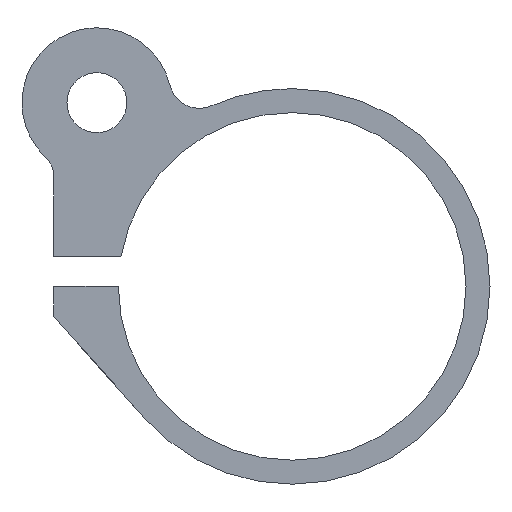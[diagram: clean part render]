
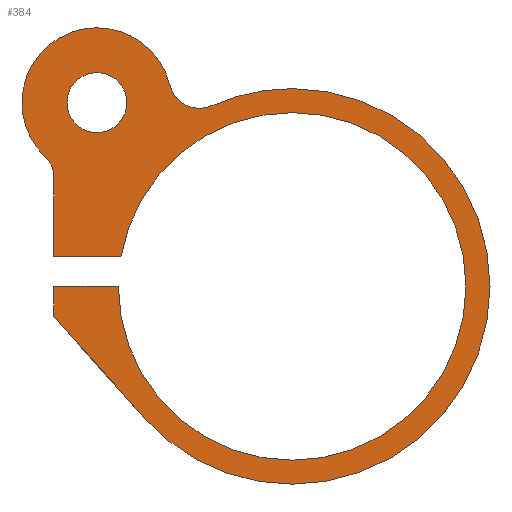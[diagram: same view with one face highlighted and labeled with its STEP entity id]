
A CAD part, front view. The second image highlights one B-rep face of the part: STEP entity #384.
In plain terms, the highlighted planar face has unit normal (0, -1, 0).
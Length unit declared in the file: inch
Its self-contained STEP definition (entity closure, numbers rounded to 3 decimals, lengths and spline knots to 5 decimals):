
#2 = VECTOR ( 'NONE', #402, 39.37008 ) ;
#24 = ORIENTED_EDGE ( 'NONE', *, *, #479, .F. ) ;
#36 = FACE_OUTER_BOUND ( 'NONE', #804, .T. ) ;
#43 = DIRECTION ( 'NONE',  ( 0., 1., 0. ) ) ;
#74 = LINE ( 'NONE', #91, #107 ) ;
#80 = AXIS2_PLACEMENT_3D ( 'NONE', #654, #580, #578 ) ;
#82 = DIRECTION ( 'NONE',  ( 0., 0., 1. ) ) ;
#88 = DIRECTION ( 'NONE',  ( 1., 0., 0. ) ) ;
#91 = CARTESIAN_POINT ( 'NONE',  ( -0.725, 0., 0. ) ) ;
#92 = CIRCLE ( 'NONE', #917, 0.825 ) ;
#95 = CARTESIAN_POINT ( 'NONE',  ( 0., 0., 0.825 ) ) ;
#107 = VECTOR ( 'NONE', #88, 39.37008 ) ;
#109 = DIRECTION ( 'NONE',  ( 0., 1., 0. ) ) ;
#129 = DIRECTION ( 'NONE',  ( 0., 0., 1. ) ) ;
#130 = DIRECTION ( 'NONE',  ( 0., 1., 0. ) ) ;
#132 = CARTESIAN_POINT ( 'NONE',  ( -0.8146, 0., 0.7663 ) ) ;
#134 = CARTESIAN_POINT ( 'NONE',  ( -0.725, 0., 0. ) ) ;
#166 = DIRECTION ( 'NONE',  ( 0., 0., 1. ) ) ;
#167 = DIRECTION ( 'NONE',  ( 0., 1., 0. ) ) ;
#171 = CARTESIAN_POINT ( 'NONE',  ( -0.38673, 0., 0.87101 ) ) ;
#176 = ORIENTED_EDGE ( 'NONE', *, *, #465, .F. ) ;
#181 = AXIS2_PLACEMENT_3D ( 'NONE', #511, #109, #477 ) ;
#183 = DIRECTION ( 'NONE',  ( 0., -1., 0. ) ) ;
#197 = VERTEX_POINT ( 'NONE', #584 ) ;
#201 = CARTESIAN_POINT ( 'NONE',  ( -0.33478, 0., 0.75402 ) ) ;
#205 = CARTESIAN_POINT ( 'NONE',  ( -0.995, 0., 0. ) ) ;
#209 = LINE ( 'NONE', #293, #2 ) ;
#219 = VERTEX_POINT ( 'NONE', #855 ) ;
#235 = ORIENTED_EDGE ( 'NONE', *, *, #792, .F. ) ;
#236 = LINE ( 'NONE', #295, #520 ) ;
#237 = AXIS2_PLACEMENT_3D ( 'NONE', #604, #468, #530 ) ;
#246 = VERTEX_POINT ( 'NONE', #850 ) ;
#247 = ORIENTED_EDGE ( 'NONE', *, *, #289, .T. ) ;
#255 = AXIS2_PLACEMENT_3D ( 'NONE', #657, #612, #535 ) ;
#265 = CARTESIAN_POINT ( 'NONE',  ( 0., 0., 0. ) ) ;
#266 = EDGE_CURVE ( 'NONE', #761, #725, #687, .T. ) ;
#273 = CARTESIAN_POINT ( 'NONE',  ( -0.51106, 0., 0.84058 ) ) ;
#289 = EDGE_CURVE ( 'NONE', #649, #542, #952, .T. ) ;
#293 = CARTESIAN_POINT ( 'NONE',  ( -0.995, 0., 0. ) ) ;
#295 = CARTESIAN_POINT ( 'NONE',  ( -0.995, 0., -0.125 ) ) ;
#303 = CARTESIAN_POINT ( 'NONE',  ( 0., 0., 0. ) ) ;
#308 = CIRCLE ( 'NONE', #941, 0.725 ) ;
#313 = CARTESIAN_POINT ( 'NONE',  ( -0.995, 0., -0.125 ) ) ;
#324 = CIRCLE ( 'NONE', #80, 0.825 ) ;
#325 = CARTESIAN_POINT ( 'NONE',  ( 0., 0., 0.725 ) ) ;
#328 = EDGE_CURVE ( 'NONE', #340, #823, #387, .T. ) ;
#340 = VERTEX_POINT ( 'NONE', #715 ) ;
#346 = CARTESIAN_POINT ( 'NONE',  ( -0.71414, 0., 0.125 ) ) ;
#349 = EDGE_CURVE ( 'NONE', #219, #761, #752, .T. ) ;
#356 = CIRCLE ( 'NONE', #496, 0.125 ) ;
#384 = ADVANCED_FACE ( 'NONE', ( #541, #36 ), #544, .F. ) ;
#387 = CIRCLE ( 'NONE', #906, 0.825 ) ;
#388 = EDGE_CURVE ( 'NONE', #422, #197, #710, .T. ) ;
#402 = DIRECTION ( 'NONE',  ( 0., 0., 1. ) ) ;
#405 = ORIENTED_EDGE ( 'NONE', *, *, #349, .F. ) ;
#411 = DIRECTION ( 'NONE',  ( -0.667, 0., 0.745 ) ) ;
#412 = ORIENTED_EDGE ( 'NONE', *, *, #959, .T. ) ;
#414 = DIRECTION ( 'NONE',  ( 0., 0., 1. ) ) ;
#415 = CARTESIAN_POINT ( 'NONE',  ( -0.8146, 0., 0.6413 ) ) ;
#417 = DIRECTION ( 'NONE',  ( 0., 0., 1. ) ) ;
#419 = CARTESIAN_POINT ( 'NONE',  ( -0.71414, 0., 0.125 ) ) ;
#421 = DIRECTION ( 'NONE',  ( 0., 1., 0. ) ) ;
#422 = VERTEX_POINT ( 'NONE', #464 ) ;
#426 = CARTESIAN_POINT ( 'NONE',  ( 0., 0., 0. ) ) ;
#430 = DIRECTION ( 'NONE',  ( 0., 0., 1. ) ) ;
#431 = LINE ( 'NONE', #636, #753 ) ;
#436 = CARTESIAN_POINT ( 'NONE',  ( -0.61495, 0., -0.54996 ) ) ;
#447 = EDGE_LOOP ( 'NONE', ( #412, #247 ) ) ;
#454 = EDGE_CURVE ( 'NONE', #422, #860, #839, .T. ) ;
#460 = DIRECTION ( 'NONE',  ( 0., 0., 1. ) ) ;
#464 = CARTESIAN_POINT ( 'NONE',  ( -1.02846, 0., 0.53844 ) ) ;
#465 = EDGE_CURVE ( 'NONE', #725, #246, #658, .T. ) ;
#467 = EDGE_CURVE ( 'NONE', #246, #197, #431, .T. ) ;
#468 = DIRECTION ( 'NONE',  ( 0., 1., 0. ) ) ;
#477 = DIRECTION ( 'NONE',  ( 0., 0., 1. ) ) ;
#479 = EDGE_CURVE ( 'NONE', #922, #991, #324, .T. ) ;
#482 = ORIENTED_EDGE ( 'NONE', *, *, #328, .F. ) ;
#489 = DIRECTION ( 'NONE',  ( 0., -1., 0. ) ) ;
#496 = AXIS2_PLACEMENT_3D ( 'NONE', #132, #130, #129 ) ;
#502 = DIRECTION ( 'NONE',  ( -1., 0., 0. ) ) ;
#503 = CARTESIAN_POINT ( 'NONE',  ( -0.8146, 0., 0.8913 ) ) ;
#508 = DIRECTION ( 'NONE',  ( 0., 1., 0. ) ) ;
#511 = CARTESIAN_POINT ( 'NONE',  ( -0.8146, 0., 0.7663 ) ) ;
#513 = DIRECTION ( 'NONE',  ( 0., 0., 1. ) ) ;
#520 = VECTOR ( 'NONE', #411, 39.37008 ) ;
#530 = DIRECTION ( 'NONE',  ( 0., 0., 1. ) ) ;
#535 = DIRECTION ( 'NONE',  ( 0., 0., 1. ) ) ;
#541 = FACE_BOUND ( 'NONE', #447, .T. ) ;
#542 = VERTEX_POINT ( 'NONE', #503 ) ;
#544 = PLANE ( 'NONE',  #237 ) ;
#554 = ORIENTED_EDGE ( 'NONE', *, *, #454, .F. ) ;
#568 = AXIS2_PLACEMENT_3D ( 'NONE', #171, #167, #166 ) ;
#578 = DIRECTION ( 'NONE',  ( 0., 0., 1. ) ) ;
#580 = DIRECTION ( 'NONE',  ( 0., 1., 0. ) ) ;
#584 = CARTESIAN_POINT ( 'NONE',  ( -0.995, 0., 0.46115 ) ) ;
#604 = CARTESIAN_POINT ( 'NONE',  ( 0., 0., 0. ) ) ;
#606 = CARTESIAN_POINT ( 'NONE',  ( 0., 0., 0. ) ) ;
#612 = DIRECTION ( 'NONE',  ( 0., 1., 0. ) ) ;
#635 = ORIENTED_EDGE ( 'NONE', *, *, #768, .F. ) ;
#636 = CARTESIAN_POINT ( 'NONE',  ( -0.995, 0., 0.125 ) ) ;
#644 = EDGE_CURVE ( 'NONE', #823, #762, #236, .T. ) ;
#649 = VERTEX_POINT ( 'NONE', #415 ) ;
#652 = DIRECTION ( 'NONE',  ( 0., -1., 0. ) ) ;
#654 = CARTESIAN_POINT ( 'NONE',  ( 0., 0., 0. ) ) ;
#656 = EDGE_CURVE ( 'NONE', #762, #912, #209, .T. ) ;
#657 = CARTESIAN_POINT ( 'NONE',  ( -1.101, 0., 0.46115 ) ) ;
#658 = LINE ( 'NONE', #419, #962 ) ;
#673 = ORIENTED_EDGE ( 'NONE', *, *, #986, .F. ) ;
#687 = CIRCLE ( 'NONE', #772, 0.725 ) ;
#701 = CARTESIAN_POINT ( 'NONE',  ( 0., 0., 0. ) ) ;
#710 = CIRCLE ( 'NONE', #255, 0.106 ) ;
#715 = CARTESIAN_POINT ( 'NONE',  ( 0., 0., -0.825 ) ) ;
#724 = CARTESIAN_POINT ( 'NONE',  ( -0.8146, 0., 0.7663 ) ) ;
#725 = VERTEX_POINT ( 'NONE', #346 ) ;
#728 = DIRECTION ( 'NONE',  ( 0., 0., 1. ) ) ;
#752 = CIRCLE ( 'NONE', #816, 0.725 ) ;
#753 = VECTOR ( 'NONE', #513, 39.37008 ) ;
#759 = ORIENTED_EDGE ( 'NONE', *, *, #467, .F. ) ;
#761 = VERTEX_POINT ( 'NONE', #325 ) ;
#762 = VERTEX_POINT ( 'NONE', #313 ) ;
#768 = EDGE_CURVE ( 'NONE', #991, #340, #92, .T. ) ;
#772 = AXIS2_PLACEMENT_3D ( 'NONE', #701, #183, #414 ) ;
#783 = ORIENTED_EDGE ( 'NONE', *, *, #933, .T. ) ;
#788 = CIRCLE ( 'NONE', #568, 0.128 ) ;
#792 = EDGE_CURVE ( 'NONE', #974, #219, #308, .T. ) ;
#795 = ORIENTED_EDGE ( 'NONE', *, *, #266, .F. ) ;
#804 = EDGE_LOOP ( 'NONE', ( #235, #673, #964, #972, #482, #635, #24, #783, #554, #932, #759, #176, #795, #405 ) ) ;
#816 = AXIS2_PLACEMENT_3D ( 'NONE', #265, #489, #460 ) ;
#823 = VERTEX_POINT ( 'NONE', #436 ) ;
#839 = CIRCLE ( 'NONE', #181, 0.3125 ) ;
#850 = CARTESIAN_POINT ( 'NONE',  ( -0.995, 0., 0.125 ) ) ;
#855 = CARTESIAN_POINT ( 'NONE',  ( 0., 0., -0.725 ) ) ;
#860 = VERTEX_POINT ( 'NONE', #273 ) ;
#906 = AXIS2_PLACEMENT_3D ( 'NONE', #303, #508, #82 ) ;
#912 = VERTEX_POINT ( 'NONE', #205 ) ;
#917 = AXIS2_PLACEMENT_3D ( 'NONE', #426, #421, #417 ) ;
#919 = AXIS2_PLACEMENT_3D ( 'NONE', #724, #43, #728 ) ;
#922 = VERTEX_POINT ( 'NONE', #201 ) ;
#932 = ORIENTED_EDGE ( 'NONE', *, *, #388, .T. ) ;
#933 = EDGE_CURVE ( 'NONE', #922, #860, #788, .T. ) ;
#941 = AXIS2_PLACEMENT_3D ( 'NONE', #606, #652, #430 ) ;
#952 = CIRCLE ( 'NONE', #919, 0.125 ) ;
#959 = EDGE_CURVE ( 'NONE', #542, #649, #356, .T. ) ;
#962 = VECTOR ( 'NONE', #502, 39.37008 ) ;
#964 = ORIENTED_EDGE ( 'NONE', *, *, #656, .F. ) ;
#972 = ORIENTED_EDGE ( 'NONE', *, *, #644, .F. ) ;
#974 = VERTEX_POINT ( 'NONE', #134 ) ;
#986 = EDGE_CURVE ( 'NONE', #912, #974, #74, .T. ) ;
#991 = VERTEX_POINT ( 'NONE', #95 ) ;
